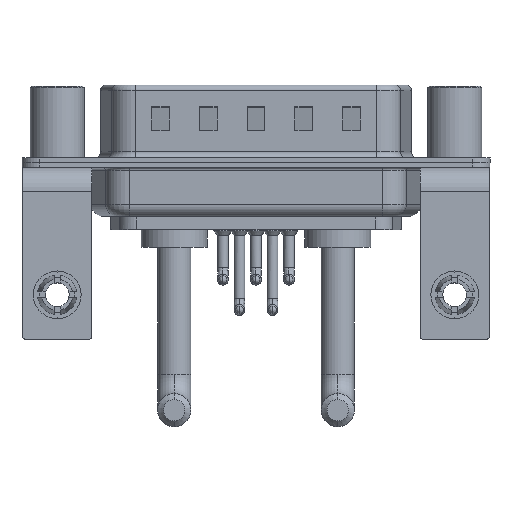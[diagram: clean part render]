
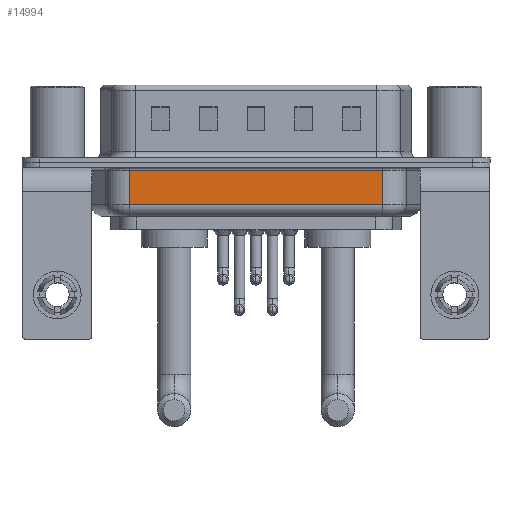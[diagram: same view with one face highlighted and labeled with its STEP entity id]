
A CAD part, front view. The second image highlights one B-rep face of the part: STEP entity #14994.
In plain terms, the highlighted planar face has unit normal (0, -1, 0).
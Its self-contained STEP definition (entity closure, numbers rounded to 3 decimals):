
#915 = PLANE ( 'NONE',  #9781 ) ;
#1065 = DIRECTION ( 'NONE',  ( 0., 0., 1. ) ) ;
#1466 = CARTESIAN_POINT ( 'NONE',  ( 27.269, -5.35, -4.5 ) ) ;
#1907 = CARTESIAN_POINT ( 'NONE',  ( 6.031, -5.35, -0.65 ) ) ;
#2188 = VECTOR ( 'NONE', #8705, 1000. ) ;
#2243 = EDGE_LOOP ( 'NONE', ( #8688, #19626, #9827, #19686 ) ) ;
#2694 = CARTESIAN_POINT ( 'NONE',  ( 6.031, -5.35, -4.5 ) ) ;
#3167 = VERTEX_POINT ( 'NONE', #1907 ) ;
#3641 = CARTESIAN_POINT ( 'NONE',  ( 27.269, -5.35, -3.5 ) ) ;
#4704 = VERTEX_POINT ( 'NONE', #24077 ) ;
#5059 = VERTEX_POINT ( 'NONE', #3641 ) ;
#5650 = EDGE_CURVE ( 'NONE', #4704, #5059, #20150, .T. ) ;
#6845 = EDGE_CURVE ( 'NONE', #10643, #3167, #12032, .T. ) ;
#6868 = DIRECTION ( 'NONE',  ( 0., 0., 1. ) ) ;
#7113 = VECTOR ( 'NONE', #16469, 1000. ) ;
#8111 = DIRECTION ( 'NONE',  ( -1., 0., 0. ) ) ;
#8650 = DIRECTION ( 'NONE',  ( 0., 1., 0. ) ) ;
#8688 = ORIENTED_EDGE ( 'NONE', *, *, #13374, .F. ) ;
#8705 = DIRECTION ( 'NONE',  ( 0., 0., 1. ) ) ;
#8769 = FACE_OUTER_BOUND ( 'NONE', #2243, .T. ) ;
#9781 = AXIS2_PLACEMENT_3D ( 'NONE', #2694, #8650, #6868 ) ;
#9827 = ORIENTED_EDGE ( 'NONE', *, *, #19032, .T. ) ;
#10643 = VERTEX_POINT ( 'NONE', #12167 ) ;
#11835 = VECTOR ( 'NONE', #1065, 1000. ) ;
#12032 = LINE ( 'NONE', #17885, #20186 ) ;
#12167 = CARTESIAN_POINT ( 'NONE',  ( 27.269, -5.35, -0.65 ) ) ;
#12718 = LINE ( 'NONE', #22239, #11835 ) ;
#13374 = EDGE_CURVE ( 'NONE', #4704, #3167, #12718, .T. ) ;
#14994 = ADVANCED_FACE ( 'NONE', ( #8769 ), #915, .F. ) ;
#16469 = DIRECTION ( 'NONE',  ( 1., 0., 0. ) ) ;
#17885 = CARTESIAN_POINT ( 'NONE',  ( 6.031, -5.35, -0.65 ) ) ;
#18854 = LINE ( 'NONE', #1466, #2188 ) ;
#19032 = EDGE_CURVE ( 'NONE', #5059, #10643, #18854, .T. ) ;
#19626 = ORIENTED_EDGE ( 'NONE', *, *, #5650, .T. ) ;
#19686 = ORIENTED_EDGE ( 'NONE', *, *, #6845, .T. ) ;
#20150 = LINE ( 'NONE', #23958, #7113 ) ;
#20186 = VECTOR ( 'NONE', #8111, 1000. ) ;
#22239 = CARTESIAN_POINT ( 'NONE',  ( 6.031, -5.35, -4.5 ) ) ;
#23958 = CARTESIAN_POINT ( 'NONE',  ( 6.031, -5.35, -3.5 ) ) ;
#24077 = CARTESIAN_POINT ( 'NONE',  ( 6.031, -5.35, -3.5 ) ) ;
